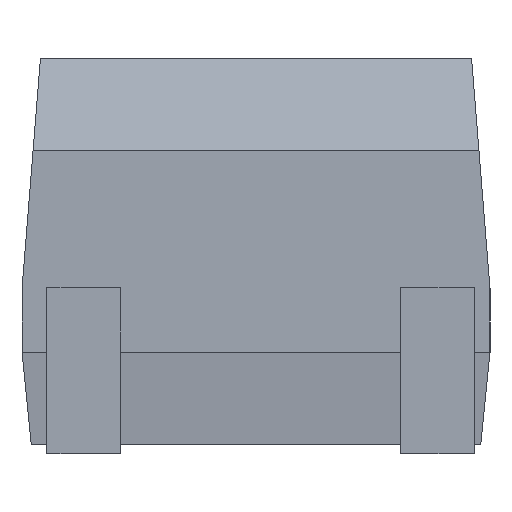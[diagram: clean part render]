
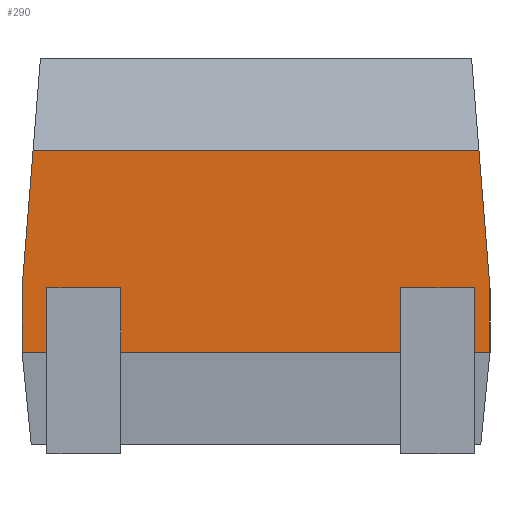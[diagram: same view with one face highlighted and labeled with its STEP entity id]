
A CAD part, left-side view. The second image highlights one B-rep face of the part: STEP entity #290.
In plain terms, the highlighted planar face has unit normal (-1, 0, 0).
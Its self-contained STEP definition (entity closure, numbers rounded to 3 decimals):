
#13=DIRECTION('',(0.,0.,1.));
#27=VECTOR('',#13,1.);
#33=VECTOR('',#34,1.);
#34=DIRECTION('',(0.,1.,0.));
#58=VERTEX_POINT('',#59);
#59=CARTESIAN_POINT('',(-6.35,1.47,1.8));
#61=ORIENTED_EDGE('',*,*,#62,.F.);
#62=EDGE_CURVE('',#63,#58,#65,.T.);
#63=VERTEX_POINT('',#64);
#64=CARTESIAN_POINT('',(-6.35,1.47,1.6));
#65=LINE('',#66,#27);
#66=CARTESIAN_POINT('',(-6.35,1.47,0.05));
#79=VECTOR('',#80,1.);
#80=DIRECTION('',(0.,0.,-1.));
#102=DIRECTION('',(-1.,0.,0.));
#130=VERTEX_POINT('',#131);
#131=CARTESIAN_POINT('',(-6.35,2.27,1.8));
#134=EDGE_CURVE('',#130,#58,#135,.T.);
#135=LINE('',#136,#137);
#136=CARTESIAN_POINT('',(-6.35,-0.535,1.8));
#137=VECTOR('',#138,1.);
#138=DIRECTION('',(0.,-1.,0.));
#146=EDGE_CURVE('',#147,#130,#149,.T.);
#147=VERTEX_POINT('',#148);
#148=CARTESIAN_POINT('',(-6.35,2.27,1.6));
#149=LINE('',#150,#27);
#150=CARTESIAN_POINT('',(-6.35,2.27,0.05));
#290=ADVANCED_FACE('',(#291,#333,#341),#367,.T.);
#291=FACE_BOUND('',#292,.T.);
#292=EDGE_LOOP('',(#293,#301,#307,#315,#321,#329));
#293=ORIENTED_EDGE('',*,*,#294,.F.);
#294=EDGE_CURVE('',#295,#297,#299,.T.);
#295=VERTEX_POINT('',#296);
#296=CARTESIAN_POINT('',(-6.35,-2.54,1.1));
#297=VERTEX_POINT('',#298);
#298=CARTESIAN_POINT('',(-6.35,2.54,1.1));
#299=LINE('',#300,#33);
#300=CARTESIAN_POINT('',(-6.35,-2.44,1.1));
#301=ORIENTED_EDGE('',*,*,#302,.T.);
#302=EDGE_CURVE('',#295,#303,#305,.T.);
#303=VERTEX_POINT('',#304);
#304=CARTESIAN_POINT('',(-6.35,-2.54,1.79));
#305=LINE('',#306,#27);
#306=CARTESIAN_POINT('',(-6.35,-2.54,0.1));
#307=ORIENTED_EDGE('',*,*,#308,.F.);
#308=EDGE_CURVE('',#309,#303,#311,.T.);
#309=VERTEX_POINT('',#310);
#310=CARTESIAN_POINT('',(-6.35,-2.42,3.29));
#311=LINE('',#312,#313);
#312=CARTESIAN_POINT('',(-6.35,-2.557,1.575));
#313=VECTOR('',#314,1.);
#314=DIRECTION('',(0.,-0.08,-0.997));
#315=ORIENTED_EDGE('',*,*,#316,.T.);
#316=EDGE_CURVE('',#309,#317,#319,.T.);
#317=VERTEX_POINT('',#318);
#318=CARTESIAN_POINT('',(-6.35,2.42,3.29));
#319=LINE('',#320,#33);
#320=CARTESIAN_POINT('',(-6.35,-2.34,3.29));
#321=ORIENTED_EDGE('',*,*,#322,.T.);
#322=EDGE_CURVE('',#317,#323,#325,.T.);
#323=VERTEX_POINT('',#324);
#324=CARTESIAN_POINT('',(-6.35,2.54,1.79));
#325=LINE('',#326,#327);
#326=CARTESIAN_POINT('',(-6.35,2.541,1.777));
#327=VECTOR('',#328,1.);
#328=DIRECTION('',(0.,0.08,-0.997));
#329=ORIENTED_EDGE('',*,*,#330,.F.);
#330=EDGE_CURVE('',#297,#323,#331,.T.);
#331=LINE('',#332,#27);
#332=CARTESIAN_POINT('',(-6.35,2.54,0.1));
#333=FACE_BOUND('',#334,.T.);
#334=EDGE_LOOP('',(#61,#335,#339,#340));
#335=ORIENTED_EDGE('',*,*,#336,.F.);
#336=EDGE_CURVE('',#147,#63,#337,.T.);
#337=LINE('',#338,#137);
#338=CARTESIAN_POINT('',(-6.35,-0.77,1.6));
#339=ORIENTED_EDGE('',*,*,#146,.T.);
#340=ORIENTED_EDGE('',*,*,#134,.T.);
#341=FACE_BOUND('',#342,.T.);
#342=EDGE_LOOP('',(#343,#351,#357,#363));
#343=ORIENTED_EDGE('',*,*,#344,.F.);
#344=EDGE_CURVE('',#345,#347,#349,.T.);
#345=VERTEX_POINT('',#346);
#346=CARTESIAN_POINT('',(-6.35,-2.37,1.8));
#347=VERTEX_POINT('',#348);
#348=CARTESIAN_POINT('',(-6.35,-1.57,1.8));
#349=LINE('',#350,#33);
#350=CARTESIAN_POINT('',(-6.35,-2.455,1.8));
#351=ORIENTED_EDGE('',*,*,#352,.T.);
#352=EDGE_CURVE('',#345,#353,#355,.T.);
#353=VERTEX_POINT('',#354);
#354=CARTESIAN_POINT('',(-6.35,-2.37,1.6));
#355=LINE('',#356,#79);
#356=CARTESIAN_POINT('',(-6.35,-2.37,0.05));
#357=ORIENTED_EDGE('',*,*,#358,.T.);
#358=EDGE_CURVE('',#353,#359,#361,.T.);
#359=VERTEX_POINT('',#360);
#360=CARTESIAN_POINT('',(-6.35,-1.57,1.6));
#361=LINE('',#362,#33);
#362=CARTESIAN_POINT('',(-6.35,-2.77,1.6));
#363=ORIENTED_EDGE('',*,*,#364,.F.);
#364=EDGE_CURVE('',#347,#359,#365,.T.);
#365=LINE('',#366,#79);
#366=CARTESIAN_POINT('',(-6.35,-1.57,0.05));
#367=PLANE('',#368);
#368=AXIS2_PLACEMENT_3D('',#306,#102,#34);
